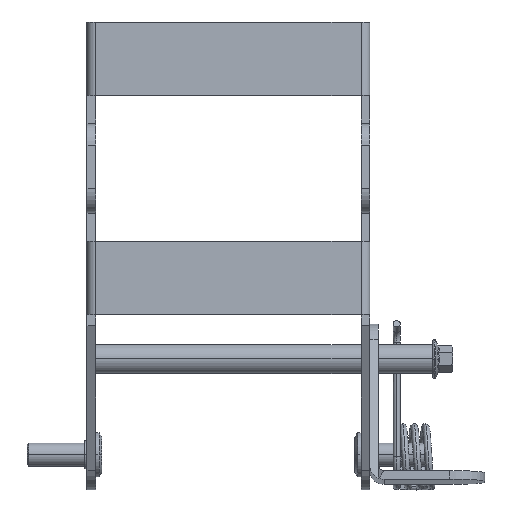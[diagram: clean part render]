
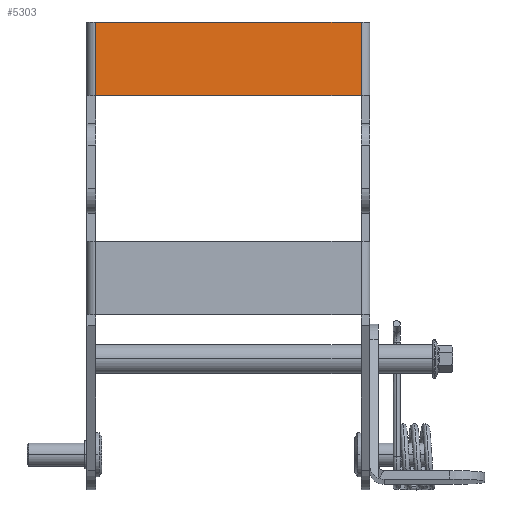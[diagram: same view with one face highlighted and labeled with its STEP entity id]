
A CAD part, top view. The second image highlights one B-rep face of the part: STEP entity #5303.
In plain terms, the highlighted face is planar.
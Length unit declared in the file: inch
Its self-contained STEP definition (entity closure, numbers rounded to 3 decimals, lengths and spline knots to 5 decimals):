
#43 = CARTESIAN_POINT ( 'NONE',  ( -1.81299, 6.29921, 0. ) ) ;
#55 = CARTESIAN_POINT ( 'NONE',  ( -1.81299, 6.29921, 0. ) ) ;
#282 = CARTESIAN_POINT ( 'NONE',  ( -1.81299, 6.29921, 0. ) ) ;
#283 = CARTESIAN_POINT ( 'NONE',  ( -1.81299, 5.29921, 0. ) ) ;
#370 = AXIS2_PLACEMENT_3D ( 'NONE', #282, #6704, #9455 ) ;
#521 = VECTOR ( 'NONE', #7984, 39.37008 ) ;
#1062 = DIRECTION ( 'NONE',  ( -1., 0., 0. ) ) ;
#1565 = DIRECTION ( 'NONE',  ( 0., 1., 0. ) ) ;
#1689 = LINE ( 'NONE', #283, #521 ) ;
#1738 = ORIENTED_EDGE ( 'NONE', *, *, #9636, .T. ) ;
#2624 = CARTESIAN_POINT ( 'NONE',  ( 1.81299, 5.29921, 0. ) ) ;
#2728 = DIRECTION ( 'NONE',  ( 0., 1., 0. ) ) ;
#2962 = VERTEX_POINT ( 'NONE', #9693 ) ;
#3927 = VERTEX_POINT ( 'NONE', #6878 ) ;
#3976 = VECTOR ( 'NONE', #2728, 39.37008 ) ;
#4000 = EDGE_CURVE ( 'NONE', #2962, #11302, #1689, .T. ) ;
#5303 = ADVANCED_FACE ( 'NONE', ( #5371 ), #9381, .T. ) ;
#5371 = FACE_OUTER_BOUND ( 'NONE', #10761, .T. ) ;
#5986 = VERTEX_POINT ( 'NONE', #6238 ) ;
#6238 = CARTESIAN_POINT ( 'NONE',  ( 1.81299, 6.29921, 0. ) ) ;
#6704 = DIRECTION ( 'NONE',  ( 0., 0., 1. ) ) ;
#6878 = CARTESIAN_POINT ( 'NONE',  ( -1.81299, 6.29921, 0. ) ) ;
#7019 = CARTESIAN_POINT ( 'NONE',  ( 1.81299, 6.29921, 0. ) ) ;
#7150 = VECTOR ( 'NONE', #1565, 39.37008 ) ;
#7387 = ORIENTED_EDGE ( 'NONE', *, *, #4000, .T. ) ;
#7687 = EDGE_CURVE ( 'NONE', #5986, #3927, #10801, .T. ) ;
#7984 = DIRECTION ( 'NONE',  ( 1., 0., 0. ) ) ;
#8586 = LINE ( 'NONE', #7019, #7150 ) ;
#9216 = EDGE_CURVE ( 'NONE', #2962, #3927, #10939, .T. ) ;
#9381 = PLANE ( 'NONE',  #370 ) ;
#9455 = DIRECTION ( 'NONE',  ( 1., 0., 0. ) ) ;
#9621 = VECTOR ( 'NONE', #1062, 39.37008 ) ;
#9636 = EDGE_CURVE ( 'NONE', #11302, #5986, #8586, .T. ) ;
#9693 = CARTESIAN_POINT ( 'NONE',  ( -1.81299, 5.29921, 0. ) ) ;
#10761 = EDGE_LOOP ( 'NONE', ( #11098, #11955, #7387, #1738 ) ) ;
#10801 = LINE ( 'NONE', #43, #9621 ) ;
#10939 = LINE ( 'NONE', #55, #3976 ) ;
#11098 = ORIENTED_EDGE ( 'NONE', *, *, #7687, .T. ) ;
#11302 = VERTEX_POINT ( 'NONE', #2624 ) ;
#11955 = ORIENTED_EDGE ( 'NONE', *, *, #9216, .F. ) ;
